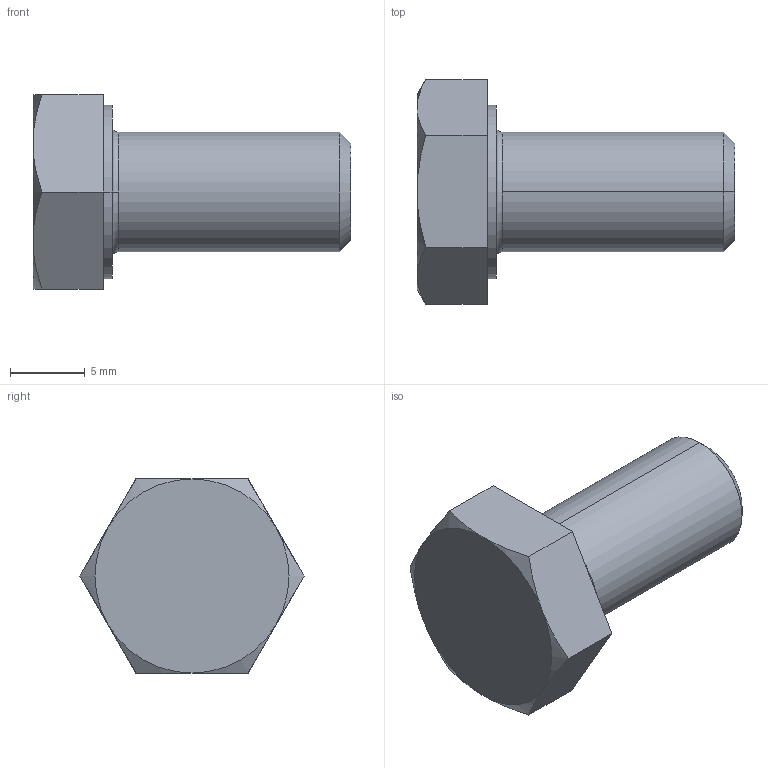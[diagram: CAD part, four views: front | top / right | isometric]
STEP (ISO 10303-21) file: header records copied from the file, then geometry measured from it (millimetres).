
FILE_DESCRIPTION(('HOOPS Exchange Step'),'2;1');
FILE_NAME('export-54867514-D903-436D-9680-7B8CB0E57AE6.stp','2021-03-19T13:56:24+01:00',('Engineering'),('Alibre'),'HOOPS Exchange 2020.1','Alibre','Unknown authorisation');
FILE_SCHEMA( ('AP242_MANAGED_MODEL_BASED_3D_ENGINEERING_MIM_LF {1 0 10303 442 1 1 4 }') );
Length unit declared in the file: millimetre
Products named in the file (1): 5513 M8x16 Bolt Hexagonal DIN-933
Bounding box: 21.3 x 15.01 x 13 mm (x, y, z)
Volume: 1547.4 mm3; surface area: 905.3 mm2
Topology: 1 solids, 1 shells, 24 faces, 52 edges, 32 vertices
Faces by surface type: plane 10, cone 8, cylinder 4, torus 2
Entity records: 672 total; most frequent: CARTESIAN_POINT 134, DIRECTION 114, ORIENTED_EDGE 104, EDGE_CURVE 52, AXIS2_PLACEMENT_3D 48, VERTEX_POINT 32, EDGE_LOOP 26, FACE_BOUND 26
